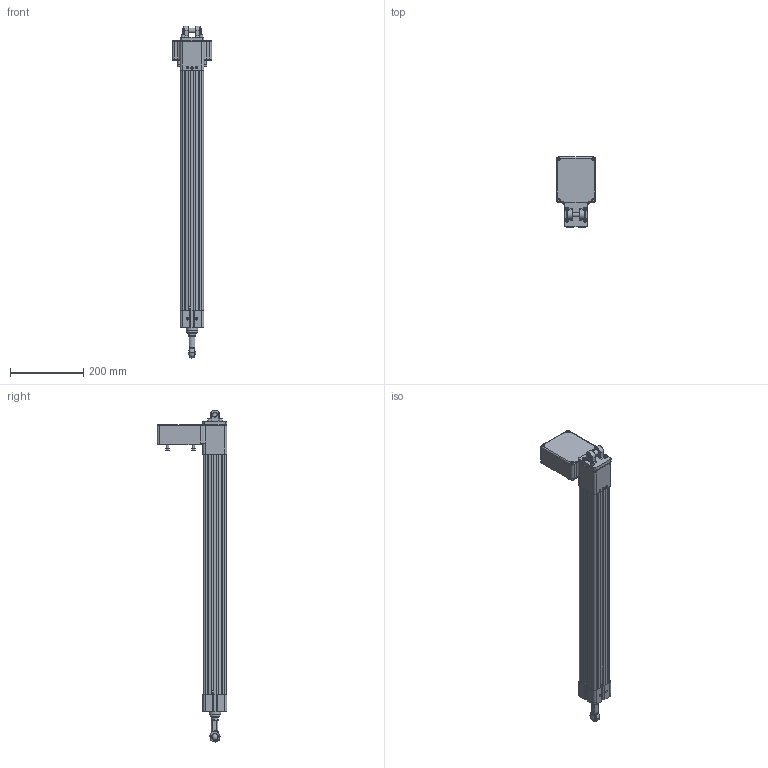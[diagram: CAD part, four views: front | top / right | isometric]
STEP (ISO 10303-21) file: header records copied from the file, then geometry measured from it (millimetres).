
FILE_DESCRIPTION (( 'STEP AP203' ), '1' );
FILE_NAME ('RS-486944-1.step', '2025-04-24T14:18:03', ( '' ), ( '' ), 'SwSTEP 2.0', 'SolidWorks 2024', '' );
FILE_SCHEMA (( 'CONFIG_CONTROL_DESIGN' ));
Length unit declared in the file: inch
Products named in the file (6): 11329025_RS-486944-1; tempJoin1_11329104_RS-486944-1; 11249028_RS-486944-1; RS-486944-1; Base_RS-486944-1; temp1_23241005_RS-486944-1_YMH-RP
Assembly tree (5 placements, depth 2):
  RS-486944-1
    11249028_RS-486944-1
    11329025_RS-486944-1
    temp1_23241005_RS-486944-1_YMH-RP
    tempJoin1_11329104_RS-486944-1
    Base_RS-486944-1
Bounding box: 107.95 x 190.88 x 908.33 mm (x, y, z)
Volume: 2669573.7 mm3; surface area: 593335.6 mm2
Topology: 10 solids, 26 shells, 999 faces, 2439 edges, 1564 vertices
Faces by surface type: plane 607, cylinder 273, cone 91, torus 20, bspline 8
Full cylindrical faces by diameter (mm): 3.175 x1, 4.2 x4, 4.978 x4, 5 x4, 5.105 x4, 5.41 x1, 5.61 x4, 6 x14, 6.147 x2, 6.35 x9, 6.528 x4, 6.756 x1, 7.137 x4, 7.14 x2, 8.5 x4, 9.144 x4, 9.525 x5, 9.601 x1, 9.921 x4, 10 x10, 11.1 x2, 11.112 x2, 11.113 x1, 11.176 x4, 11.938 x4, 12.675 x3, 12.7 x2, 13.716 x2, 15.999 x1, 19.05 x1
Entity records: 29284 total; most frequent: CARTESIAN_POINT 6038, DIRECTION 4841, ORIENTED_EDGE 4292, EDGE_CURVE 2146, AXIS2_PLACEMENT_3D 1807, VERTEX_POINT 1470, EDGE_LOOP 1328, VECTOR 1227
